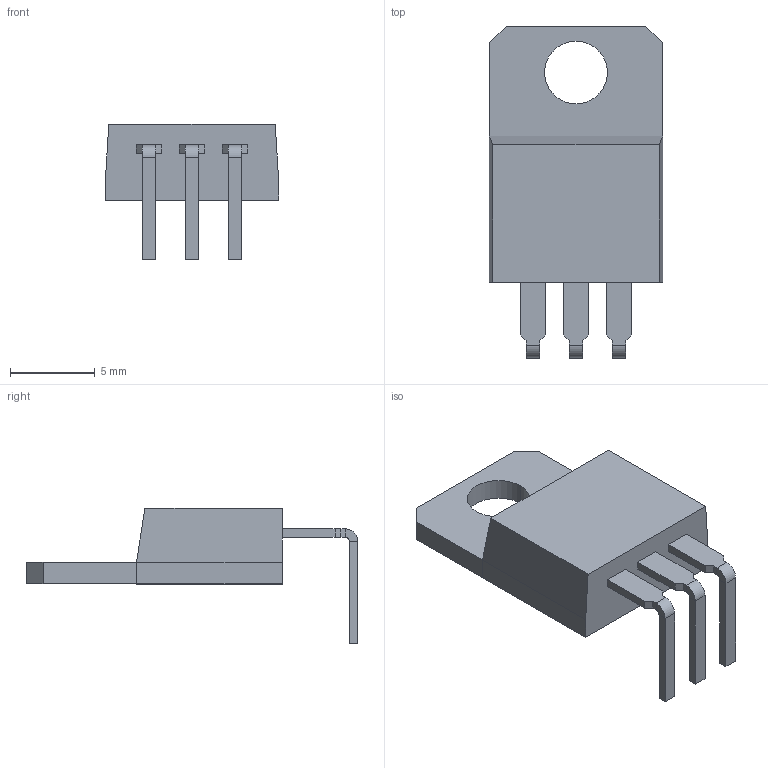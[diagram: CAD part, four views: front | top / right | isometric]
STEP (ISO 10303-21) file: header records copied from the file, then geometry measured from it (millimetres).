
FILE_DESCRIPTION (( 'STEP AP214' ), '1' );
FILE_NAME ('TO220_horizontal.STEP', '2019-08-23T13:44:46', ( '' ), ( '' ), 'SwSTEP 2.0', 'SolidWorks 2018', '' );
FILE_SCHEMA (( 'AUTOMOTIVE_DESIGN' ));
Length unit declared in the file: millimetre
Products named in the file (1): TO220_horizontal
Bounding box: 10.2 x 19.55 x 7.96 mm (x, y, z)
Volume: 462.6 mm3; surface area: 566.3 mm2
Topology: 1 solids, 1 shells, 78 faces, 187 edges, 114 vertices
Faces by surface type: plane 70, cylinder 8
Entity records: 2988 total; most frequent: CARTESIAN_POINT 380, ORIENTED_EDGE 374, DIRECTION 361, EDGE_CURVE 187, VECTOR 171, LINE 171, VERTEX_POINT 114, AXIS2_PLACEMENT_3D 95
